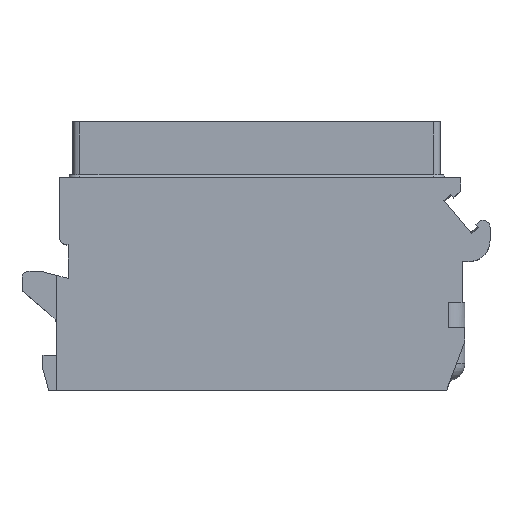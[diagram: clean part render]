
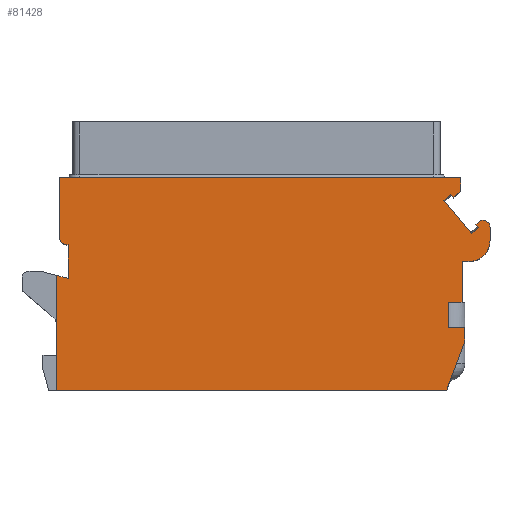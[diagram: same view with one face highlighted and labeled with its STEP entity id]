
A CAD part, top view. The second image highlights one B-rep face of the part: STEP entity #81428.
In plain terms, the highlighted planar face has unit normal (0, 0, 1).
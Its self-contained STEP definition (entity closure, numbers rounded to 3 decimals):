
#98=DIRECTION('',(0.643,-0.766,0.));
#99=VECTOR('',#98,0.3);
#100=CARTESIAN_POINT('',(15.698,11.873,7.));
#101=LINE('',#100,#99);
#102=DIRECTION('',(0.766,0.643,0.));
#103=VECTOR('',#102,0.236);
#104=CARTESIAN_POINT('',(15.698,11.873,7.));
#105=LINE('',#104,#103);
#106=DIRECTION('',(0.,1.,0.));
#107=VECTOR('',#106,0.942);
#108=CARTESIAN_POINT('',(16.7,10.7,7.));
#109=LINE('',#108,#107);
#110=DIRECTION('',(-1.,0.,0.));
#111=VECTOR('',#110,0.5);
#112=CARTESIAN_POINT('',(15.2,9.2,7.));
#113=LINE('',#112,#111);
#114=DIRECTION('',(0.,-1.,0.));
#115=VECTOR('',#114,2.9);
#116=CARTESIAN_POINT('',(14.7,9.2,7.));
#117=LINE('',#116,#115);
#118=DIRECTION('',(-1.,0.,0.));
#119=VECTOR('',#118,1.);
#120=CARTESIAN_POINT('',(14.7,6.3,7.));
#121=LINE('',#120,#119);
#122=DIRECTION('',(0.,-1.,0.));
#123=VECTOR('',#122,1.8);
#124=CARTESIAN_POINT('',(13.7,6.3,7.));
#125=LINE('',#124,#123);
#126=DIRECTION('',(1.,0.,0.));
#127=VECTOR('',#126,1.2);
#128=CARTESIAN_POINT('',(13.7,4.5,7.));
#129=LINE('',#128,#127);
#130=DIRECTION('',(0.,-1.,0.));
#131=VECTOR('',#130,1.);
#132=CARTESIAN_POINT('',(14.9,4.5,7.));
#133=LINE('',#132,#131);
#134=DIRECTION('',(-0.348,-0.937,0.));
#135=VECTOR('',#134,3.734);
#136=CARTESIAN_POINT('',(14.9,3.5,7.));
#137=LINE('',#136,#135);
#138=DIRECTION('',(1.,0.,0.));
#139=VECTOR('',#138,27.9);
#140=CARTESIAN_POINT('',(-14.3,0.,7.));
#141=LINE('',#140,#139);
#142=DIRECTION('',(0.966,-0.259,0.));
#143=VECTOR('',#142,0.828);
#144=CARTESIAN_POINT('',(-14.3,8.205,7.));
#145=LINE('',#144,#143);
#146=DIRECTION('',(0.,1.,0.));
#147=VECTOR('',#146,2.409);
#148=CARTESIAN_POINT('',(-13.5,7.991,7.));
#149=LINE('',#148,#147);
#150=DIRECTION('',(-1.,0.,0.));
#151=VECTOR('',#150,0.1);
#152=CARTESIAN_POINT('',(-13.5,10.4,7.));
#153=LINE('',#152,#151);
#154=CARTESIAN_POINT('',(-13.6,10.9,7.));
#155=DIRECTION('',(0.,0.,1.));
#156=DIRECTION('',(-1.,0.,0.));
#157=AXIS2_PLACEMENT_3D('',#154,#155,#156);
#159=DIRECTION('',(0.,-1.,0.));
#160=VECTOR('',#159,4.3);
#161=CARTESIAN_POINT('',(-14.1,15.2,7.));
#162=LINE('',#161,#160);
#163=DIRECTION('',(-1.,0.,0.));
#164=VECTOR('',#163,28.7);
#165=CARTESIAN_POINT('',(14.6,15.2,7.));
#166=LINE('',#165,#164);
#167=DIRECTION('',(0.,-1.,0.));
#168=VECTOR('',#167,0.985);
#169=CARTESIAN_POINT('',(14.6,15.2,7.));
#170=LINE('',#169,#168);
#171=DIRECTION('',(-0.766,-0.643,0.));
#172=VECTOR('',#171,0.665);
#173=CARTESIAN_POINT('',(14.6,14.215,7.));
#174=LINE('',#173,#172);
#175=DIRECTION('',(0.643,-0.766,0.));
#176=VECTOR('',#175,0.3);
#177=CARTESIAN_POINT('',(13.898,14.018,7.));
#178=LINE('',#177,#176);
#179=DIRECTION('',(0.643,-0.766,0.));
#180=VECTOR('',#179,3.1);
#181=CARTESIAN_POINT('',(13.4,13.6,7.));
#182=LINE('',#181,#180);
#195=CARTESIAN_POINT('',(16.2,11.642,7.));
#196=DIRECTION('',(0.,0.,1.));
#197=DIRECTION('',(1.,0.,0.));
#198=AXIS2_PLACEMENT_3D('',#195,#196,#197);
#222=CARTESIAN_POINT('',(15.2,10.7,7.));
#223=DIRECTION('',(0.,0.,-1.));
#224=DIRECTION('',(1.,0.,0.));
#225=AXIS2_PLACEMENT_3D('',#222,#223,#224);
#452=DIRECTION('',(0.,-1.,0.));
#453=VECTOR('',#452,8.205);
#454=CARTESIAN_POINT('',(-14.3,8.205,7.));
#455=LINE('',#454,#453);
#668=DIRECTION('',(0.766,0.643,0.));
#669=VECTOR('',#668,0.65);
#670=CARTESIAN_POINT('',(13.4,13.6,7.));
#671=LINE('',#670,#669);
#700=DIRECTION('',(-0.766,-0.643,0.));
#701=VECTOR('',#700,0.65);
#702=CARTESIAN_POINT('',(15.891,11.643,7.));
#703=LINE('',#702,#701);
#66953=CARTESIAN_POINT('',(-13.5,7.991,7.));
#66954=CARTESIAN_POINT('',(-13.5,10.4,7.));
#66955=VERTEX_POINT('',#66953);
#66956=VERTEX_POINT('',#66954);
#66957=CARTESIAN_POINT('',(-14.1,10.9,7.));
#66958=CARTESIAN_POINT('',(-13.6,10.4,7.));
#66959=VERTEX_POINT('',#66957);
#66960=VERTEX_POINT('',#66958);
#66961=CARTESIAN_POINT('',(-14.1,15.2,7.));
#66962=VERTEX_POINT('',#66961);
#66963=CARTESIAN_POINT('',(-14.3,8.205,7.));
#66965=VERTEX_POINT('',#66963);
#66975=CARTESIAN_POINT('',(-14.3,0.,7.));
#66976=VERTEX_POINT('',#66975);
#67019=CARTESIAN_POINT('',(14.7,9.2,7.));
#67021=VERTEX_POINT('',#67019);
#67035=CARTESIAN_POINT('',(14.7,6.3,7.));
#67036=CARTESIAN_POINT('',(13.7,6.3,7.));
#67037=VERTEX_POINT('',#67035);
#67038=VERTEX_POINT('',#67036);
#67039=CARTESIAN_POINT('',(13.7,4.5,7.));
#67040=VERTEX_POINT('',#67039);
#67041=CARTESIAN_POINT('',(14.9,4.5,7.));
#67042=VERTEX_POINT('',#67041);
#67043=CARTESIAN_POINT('',(14.9,3.5,7.));
#67044=VERTEX_POINT('',#67043);
#67045=CARTESIAN_POINT('',(13.6,0.,7.));
#67046=VERTEX_POINT('',#67045);
#67048=CARTESIAN_POINT('',(16.7,10.7,7.));
#67050=VERTEX_POINT('',#67048);
#67052=CARTESIAN_POINT('',(15.2,9.2,7.));
#67054=VERTEX_POINT('',#67052);
#67076=CARTESIAN_POINT('',(14.6,15.2,7.));
#67077=CARTESIAN_POINT('',(14.6,14.215,7.));
#67078=VERTEX_POINT('',#67076);
#67079=VERTEX_POINT('',#67077);
#67081=CARTESIAN_POINT('',(16.7,11.642,7.));
#67083=VERTEX_POINT('',#67081);
#67085=CARTESIAN_POINT('',(15.879,12.025,7.));
#67087=VERTEX_POINT('',#67085);
#69332=CARTESIAN_POINT('',(13.4,13.6,7.));
#69333=VERTEX_POINT('',#69332);
#69334=CARTESIAN_POINT('',(15.393,11.225,7.));
#69336=VERTEX_POINT('',#69334);
#69344=CARTESIAN_POINT('',(14.091,13.788,7.));
#69345=VERTEX_POINT('',#69344);
#69347=CARTESIAN_POINT('',(13.898,14.018,7.));
#69349=VERTEX_POINT('',#69347);
#69354=CARTESIAN_POINT('',(15.698,11.873,7.));
#69355=VERTEX_POINT('',#69354);
#69356=CARTESIAN_POINT('',(15.891,11.643,7.));
#69358=VERTEX_POINT('',#69356);
#81370=CARTESIAN_POINT('',(0.,0.,7.));
#81371=DIRECTION('',(0.,0.,1.));
#81372=DIRECTION('',(1.,0.,0.));
#81373=AXIS2_PLACEMENT_3D('',#81370,#81371,#81372);
#81374=PLANE('',#81373);
#81375=ORIENTED_EDGE('',*,*,#81360,.F.);
#81377=ORIENTED_EDGE('',*,*,#81376,.T.);
#81379=ORIENTED_EDGE('',*,*,#81378,.F.);
#81381=ORIENTED_EDGE('',*,*,#81380,.F.);
#81383=ORIENTED_EDGE('',*,*,#81382,.T.);
#81385=ORIENTED_EDGE('',*,*,#81384,.T.);
#81387=ORIENTED_EDGE('',*,*,#81386,.T.);
#81389=ORIENTED_EDGE('',*,*,#81388,.T.);
#81391=ORIENTED_EDGE('',*,*,#81390,.T.);
#81393=ORIENTED_EDGE('',*,*,#81392,.T.);
#81395=ORIENTED_EDGE('',*,*,#81394,.T.);
#81397=ORIENTED_EDGE('',*,*,#81396,.T.);
#81399=ORIENTED_EDGE('',*,*,#81398,.F.);
#81401=ORIENTED_EDGE('',*,*,#81400,.F.);
#81403=ORIENTED_EDGE('',*,*,#81402,.T.);
#81405=ORIENTED_EDGE('',*,*,#81404,.T.);
#81407=ORIENTED_EDGE('',*,*,#81406,.T.);
#81409=ORIENTED_EDGE('',*,*,#81408,.F.);
#81411=ORIENTED_EDGE('',*,*,#81410,.F.);
#81413=ORIENTED_EDGE('',*,*,#81412,.F.);
#81415=ORIENTED_EDGE('',*,*,#81414,.T.);
#81417=ORIENTED_EDGE('',*,*,#81416,.T.);
#81419=ORIENTED_EDGE('',*,*,#81418,.F.);
#81421=ORIENTED_EDGE('',*,*,#81420,.F.);
#81423=ORIENTED_EDGE('',*,*,#81422,.T.);
#81425=ORIENTED_EDGE('',*,*,#81424,.F.);
#81426=EDGE_LOOP('',(#81375,#81377,#81379,#81381,#81383,#81385,#81387,#81389,
#81391,#81393,#81395,#81397,#81399,#81401,#81403,#81405,#81407,#81409,#81411,
#81413,#81415,#81417,#81419,#81421,#81423,#81425));
#81427=FACE_OUTER_BOUND('',#81426,.F.);
#81428=ADVANCED_FACE('',(#81427),#81374,.T.);
#158=CIRCLE('',#157,0.5);
#199=CIRCLE('',#198,0.5);
#226=CIRCLE('',#225,1.5);
#81360=EDGE_CURVE('',#69355,#69358,#101,.T.);
#81376=EDGE_CURVE('',#69355,#67087,#105,.T.);
#81378=EDGE_CURVE('',#67083,#67087,#199,.T.);
#81380=EDGE_CURVE('',#67050,#67083,#109,.T.);
#81382=EDGE_CURVE('',#67050,#67054,#226,.T.);
#81384=EDGE_CURVE('',#67054,#67021,#113,.T.);
#81386=EDGE_CURVE('',#67021,#67037,#117,.T.);
#81388=EDGE_CURVE('',#67037,#67038,#121,.T.);
#81390=EDGE_CURVE('',#67038,#67040,#125,.T.);
#81392=EDGE_CURVE('',#67040,#67042,#129,.T.);
#81394=EDGE_CURVE('',#67042,#67044,#133,.T.);
#81396=EDGE_CURVE('',#67044,#67046,#137,.T.);
#81398=EDGE_CURVE('',#66976,#67046,#141,.T.);
#81400=EDGE_CURVE('',#66965,#66976,#455,.T.);
#81402=EDGE_CURVE('',#66965,#66955,#145,.T.);
#81404=EDGE_CURVE('',#66955,#66956,#149,.T.);
#81406=EDGE_CURVE('',#66956,#66960,#153,.T.);
#81408=EDGE_CURVE('',#66959,#66960,#158,.T.);
#81410=EDGE_CURVE('',#66962,#66959,#162,.T.);
#81412=EDGE_CURVE('',#67078,#66962,#166,.T.);
#81414=EDGE_CURVE('',#67078,#67079,#170,.T.);
#81416=EDGE_CURVE('',#67079,#69345,#174,.T.);
#81418=EDGE_CURVE('',#69349,#69345,#178,.T.);
#81420=EDGE_CURVE('',#69333,#69349,#671,.T.);
#81422=EDGE_CURVE('',#69333,#69336,#182,.T.);
#81424=EDGE_CURVE('',#69358,#69336,#703,.T.);
